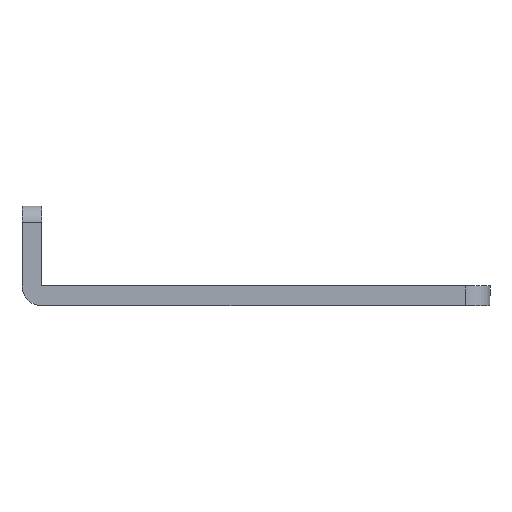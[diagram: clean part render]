
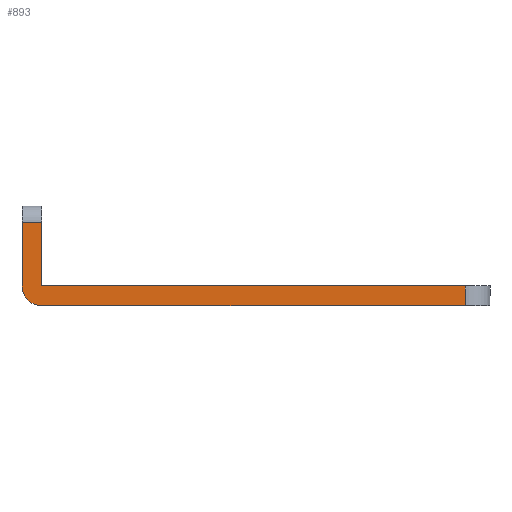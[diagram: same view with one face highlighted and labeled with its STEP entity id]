
A CAD part, left-side view. The second image highlights one B-rep face of the part: STEP entity #893.
In plain terms, the highlighted planar face has unit normal (-1, 0, 0).
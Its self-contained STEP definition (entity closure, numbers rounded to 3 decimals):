
#14 = VECTOR ( 'NONE', #542, 1000. ) ;
#28 = CARTESIAN_POINT ( 'NONE',  ( -12., 0., 0. ) ) ;
#33 = VERTEX_POINT ( 'NONE', #620 ) ;
#49 = VECTOR ( 'NONE', #481, 1000. ) ;
#57 = VERTEX_POINT ( 'NONE', #1090 ) ;
#74 = CARTESIAN_POINT ( 'NONE',  ( -12., -3.5, 0. ) ) ;
#137 = VECTOR ( 'NONE', #166, 1000. ) ;
#166 = DIRECTION ( 'NONE',  ( 0., 0., -1. ) ) ;
#197 = LINE ( 'NONE', #74, #1094 ) ;
#201 = ORIENTED_EDGE ( 'NONE', *, *, #521, .T. ) ;
#237 = VERTEX_POINT ( 'NONE', #864 ) ;
#253 = EDGE_CURVE ( 'NONE', #33, #840, #724, .T. ) ;
#260 = AXIS2_PLACEMENT_3D ( 'NONE', #987, #310, #868 ) ;
#271 = CARTESIAN_POINT ( 'NONE',  ( -12., 0., 5. ) ) ;
#273 = DIRECTION ( 'NONE',  ( -1., 0., 0. ) ) ;
#293 = CARTESIAN_POINT ( 'NONE',  ( -12., 23.2, 6. ) ) ;
#310 = DIRECTION ( 'NONE',  ( -1., 0., 0. ) ) ;
#315 = CIRCLE ( 'NONE', #260, 1.2 ) ;
#352 = VERTEX_POINT ( 'NONE', #703 ) ;
#369 = EDGE_CURVE ( 'NONE', #840, #352, #908, .T. ) ;
#394 = VECTOR ( 'NONE', #677, 1000. ) ;
#407 = LINE ( 'NONE', #293, #137 ) ;
#418 = CARTESIAN_POINT ( 'NONE',  ( -12., 23.2, 0. ) ) ;
#430 = ORIENTED_EDGE ( 'NONE', *, *, #712, .T. ) ;
#481 = DIRECTION ( 'NONE',  ( 0., 0., -1. ) ) ;
#510 = PLANE ( 'NONE',  #727 ) ;
#513 = LINE ( 'NONE', #418, #14 ) ;
#521 = EDGE_CURVE ( 'NONE', #57, #352, #197, .T. ) ;
#539 = EDGE_CURVE ( 'NONE', #748, #237, #407, .T. ) ;
#542 = DIRECTION ( 'NONE',  ( 0., -1., 0. ) ) ;
#543 = DIRECTION ( 'NONE',  ( 0., 1., 0. ) ) ;
#556 = CARTESIAN_POINT ( 'NONE',  ( -12., 22., 0. ) ) ;
#601 = CARTESIAN_POINT ( 'NONE',  ( -12., 22., 6. ) ) ;
#606 = CARTESIAN_POINT ( 'NONE',  ( -12., 22., 1.2 ) ) ;
#620 = CARTESIAN_POINT ( 'NONE',  ( -12., 22., 5. ) ) ;
#632 = EDGE_CURVE ( 'NONE', #33, #748, #669, .T. ) ;
#658 = VECTOR ( 'NONE', #543, 1000. ) ;
#669 = LINE ( 'NONE', #271, #658 ) ;
#677 = DIRECTION ( 'NONE',  ( 0., -1., 0. ) ) ;
#679 = EDGE_LOOP ( 'NONE', ( #430, #201, #1014, #815, #1147, #1164, #704 ) ) ;
#703 = CARTESIAN_POINT ( 'NONE',  ( -12., -3.5, 1.2 ) ) ;
#704 = ORIENTED_EDGE ( 'NONE', *, *, #1155, .T. ) ;
#712 = EDGE_CURVE ( 'NONE', #1069, #57, #513, .T. ) ;
#724 = LINE ( 'NONE', #601, #49 ) ;
#727 = AXIS2_PLACEMENT_3D ( 'NONE', #28, #273, #1076 ) ;
#748 = VERTEX_POINT ( 'NONE', #1137 ) ;
#781 = FACE_OUTER_BOUND ( 'NONE', #679, .T. ) ;
#792 = CARTESIAN_POINT ( 'NONE',  ( -12., 23.2, 1.2 ) ) ;
#815 = ORIENTED_EDGE ( 'NONE', *, *, #253, .F. ) ;
#840 = VERTEX_POINT ( 'NONE', #606 ) ;
#864 = CARTESIAN_POINT ( 'NONE',  ( -12., 23.2, 1.2 ) ) ;
#868 = DIRECTION ( 'NONE',  ( 0., 0., 1. ) ) ;
#893 = ADVANCED_FACE ( 'NONE', ( #781 ), #510, .T. ) ;
#908 = LINE ( 'NONE', #792, #394 ) ;
#987 = CARTESIAN_POINT ( 'NONE',  ( -12., 22., 1.2 ) ) ;
#1014 = ORIENTED_EDGE ( 'NONE', *, *, #369, .F. ) ;
#1069 = VERTEX_POINT ( 'NONE', #556 ) ;
#1076 = DIRECTION ( 'NONE',  ( 0., 0., 1. ) ) ;
#1090 = CARTESIAN_POINT ( 'NONE',  ( -12., -3.5, 0. ) ) ;
#1094 = VECTOR ( 'NONE', #1124, 1000. ) ;
#1124 = DIRECTION ( 'NONE',  ( 0., 0., 1. ) ) ;
#1137 = CARTESIAN_POINT ( 'NONE',  ( -12., 23.2, 5. ) ) ;
#1147 = ORIENTED_EDGE ( 'NONE', *, *, #632, .T. ) ;
#1155 = EDGE_CURVE ( 'NONE', #237, #1069, #315, .T. ) ;
#1164 = ORIENTED_EDGE ( 'NONE', *, *, #539, .T. ) ;
